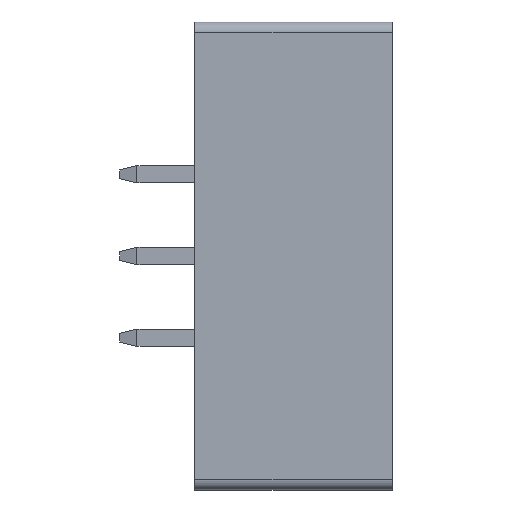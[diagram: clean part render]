
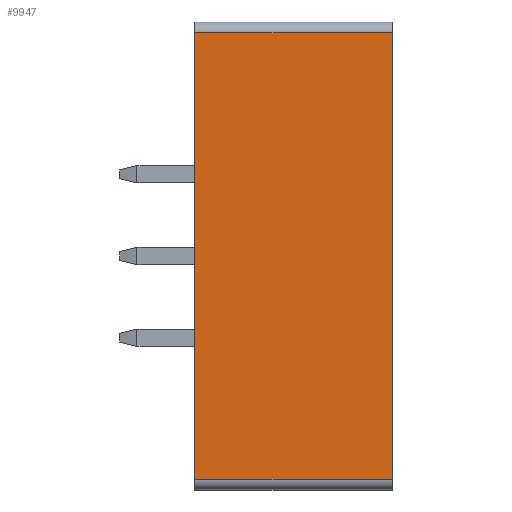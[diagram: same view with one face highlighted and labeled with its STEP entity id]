
A CAD part, left-side view. The second image highlights one B-rep face of the part: STEP entity #9947.
In plain terms, the highlighted planar face has unit normal (-1, 0, 0).
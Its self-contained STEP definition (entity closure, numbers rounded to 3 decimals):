
#630 = CARTESIAN_POINT ( 'NONE',  ( 3.5, 18.2, -6.6 ) ) ;
#887 = EDGE_CURVE ( 'NONE', #9015, #7873, #8085, .T. ) ;
#918 = CARTESIAN_POINT ( 'NONE',  ( 3.5, 18.2, 14.22 ) ) ;
#971 = CARTESIAN_POINT ( 'NONE',  ( 3.5, 18.2, 14.22 ) ) ;
#1533 = ORIENTED_EDGE ( 'NONE', *, *, #8999, .T. ) ;
#1959 = LINE ( 'NONE', #918, #3449 ) ;
#2558 = CARTESIAN_POINT ( 'NONE',  ( 3.5, 18.2, -9.92 ) ) ;
#2638 = CARTESIAN_POINT ( 'NONE',  ( 3.5, 18.2, -6.6 ) ) ;
#2818 = LINE ( 'NONE', #7163, #7012 ) ;
#2861 = EDGE_LOOP ( 'NONE', ( #4885, #9246, #3735, #1533 ) ) ;
#3059 = DIRECTION ( 'NONE',  ( -1., 0., 0. ) ) ;
#3449 = VECTOR ( 'NONE', #5161, 1000. ) ;
#3735 = ORIENTED_EDGE ( 'NONE', *, *, #11205, .T. ) ;
#4024 = EDGE_CURVE ( 'NONE', #10181, #7873, #4802, .T. ) ;
#4047 = VECTOR ( 'NONE', #7057, 1000. ) ;
#4107 = CARTESIAN_POINT ( 'NONE',  ( 3.5, 9., -6.6 ) ) ;
#4149 = CARTESIAN_POINT ( 'NONE',  ( 3.5, 9., 14.22 ) ) ;
#4172 = PLANE ( 'NONE',  #8080 ) ;
#4802 = LINE ( 'NONE', #2558, #7790 ) ;
#4885 = ORIENTED_EDGE ( 'NONE', *, *, #4024, .T. ) ;
#5161 = DIRECTION ( 'NONE',  ( 0., 1., 0. ) ) ;
#5300 = DIRECTION ( 'NONE',  ( 0., 0., 1. ) ) ;
#7012 = VECTOR ( 'NONE', #13394, 1000. ) ;
#7057 = DIRECTION ( 'NONE',  ( 0., 1., 0. ) ) ;
#7163 = CARTESIAN_POINT ( 'NONE',  ( 3.5, 9., -9.92 ) ) ;
#7790 = VECTOR ( 'NONE', #13224, 1000. ) ;
#7873 = VERTEX_POINT ( 'NONE', #2638 ) ;
#8080 = AXIS2_PLACEMENT_3D ( 'NONE', #10532, #3059, #5300 ) ;
#8085 = LINE ( 'NONE', #630, #4047 ) ;
#8248 = FACE_OUTER_BOUND ( 'NONE', #2861, .T. ) ;
#8999 = EDGE_CURVE ( 'NONE', #12177, #10181, #1959, .T. ) ;
#9015 = VERTEX_POINT ( 'NONE', #4107 ) ;
#9246 = ORIENTED_EDGE ( 'NONE', *, *, #887, .F. ) ;
#9947 = ADVANCED_FACE ( 'NONE', ( #8248 ), #4172, .T. ) ;
#10181 = VERTEX_POINT ( 'NONE', #971 ) ;
#10532 = CARTESIAN_POINT ( 'NONE',  ( 3.5, 18.2, -9.92 ) ) ;
#11205 = EDGE_CURVE ( 'NONE', #9015, #12177, #2818, .T. ) ;
#12177 = VERTEX_POINT ( 'NONE', #4149 ) ;
#13224 = DIRECTION ( 'NONE',  ( 0., 0., -1. ) ) ;
#13394 = DIRECTION ( 'NONE',  ( 0., 0., 1. ) ) ;
